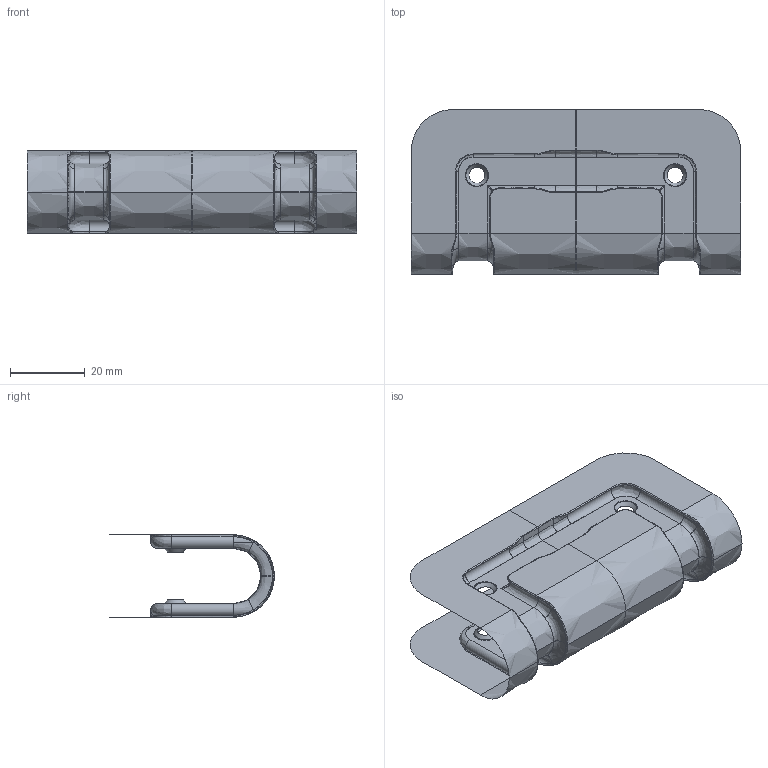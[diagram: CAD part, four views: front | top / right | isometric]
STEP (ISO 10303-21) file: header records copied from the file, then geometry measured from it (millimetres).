
FILE_DESCRIPTION(/* description */ (''),/* implementation_level */ '2;1');
FILE_NAME(/* name */ 'Bordo',/* time_stamp */ '2023-05-25T00:57:13+02:00',/* author */ (''),/* organization */ (''),/* preprocessor_version */ 'ST-DEVELOPER v18.1',/* originating_system */ '',/* authorisation */ '');
FILE_SCHEMA (('AUTOMOTIVE_DESIGN { 1 0 10303 214 3 1 1 }'));
Length unit declared in the file: millimetre
Bounding box: 88 x 44 x 22 mm (x, y, z)
Surface area: 10176 mm2 (no closed solid volume)
Topology: 0 solids, 172 shells, 172 faces, 760 edges, 752 vertices
Faces by surface type: bspline 152, cylinder 20
Entity records: 19922 total; most frequent: CARTESIAN_POINT 15727, ORIENTED_EDGE 768, EDGE_CURVE 760, VERTEX_POINT 752, B_SPLINE_CURVE_WITH_KNOTS 592, EDGE_LOOP 176, STYLED_ITEM 172, FACE_OUTER_BOUND 172
